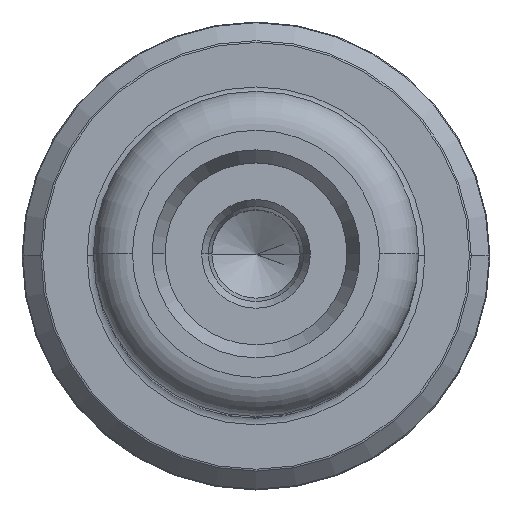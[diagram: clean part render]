
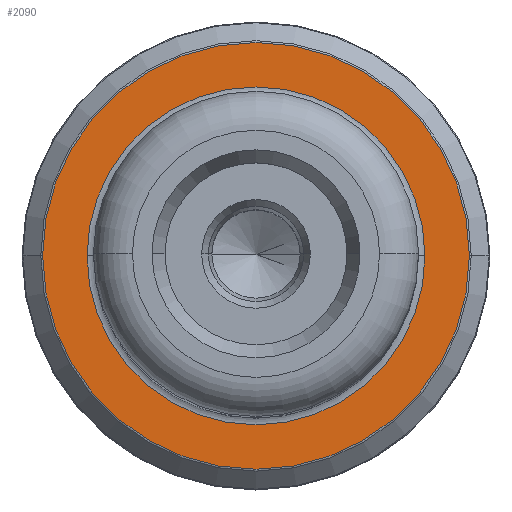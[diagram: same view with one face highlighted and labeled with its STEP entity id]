
A CAD part, top view. The second image highlights one B-rep face of the part: STEP entity #2090.
In plain terms, the highlighted planar face has unit normal (0, 0, 1).
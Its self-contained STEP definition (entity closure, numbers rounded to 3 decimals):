
#15 = EDGE_CURVE ( 'NONE', #2157, #1093, #1428, .T. ) ;
#46 = FACE_BOUND ( 'NONE', #1597, .T. ) ;
#177 = VERTEX_POINT ( 'NONE', #2372 ) ;
#221 = ORIENTED_EDGE ( 'NONE', *, *, #15, .T. ) ;
#240 = CARTESIAN_POINT ( 'NONE',  ( 0., 0., 26. ) ) ;
#339 = DIRECTION ( 'NONE',  ( 1., 0., 0. ) ) ;
#397 = CARTESIAN_POINT ( 'NONE',  ( -13., 0., 26. ) ) ;
#466 = CARTESIAN_POINT ( 'NONE',  ( 13., 0., 26. ) ) ;
#515 = EDGE_CURVE ( 'NONE', #177, #3408, #2582, .T. ) ;
#740 = AXIS2_PLACEMENT_3D ( 'NONE', #2517, #2784, #1119 ) ;
#744 = AXIS2_PLACEMENT_3D ( 'NONE', #1352, #861, #1978 ) ;
#861 = DIRECTION ( 'NONE',  ( 0., 0., 1. ) ) ;
#887 = PLANE ( 'NONE',  #2018 ) ;
#981 = CARTESIAN_POINT ( 'NONE',  ( 16.417, 0., 26. ) ) ;
#1093 = VERTEX_POINT ( 'NONE', #397 ) ;
#1099 = AXIS2_PLACEMENT_3D ( 'NONE', #1847, #2655, #2417 ) ;
#1119 = DIRECTION ( 'NONE',  ( -1., 0., 0. ) ) ;
#1159 = CARTESIAN_POINT ( 'NONE',  ( 0., 0., 26. ) ) ;
#1317 = CIRCLE ( 'NONE', #744, 16.417 ) ;
#1352 = CARTESIAN_POINT ( 'NONE',  ( 0., 0., 26. ) ) ;
#1428 = CIRCLE ( 'NONE', #2022, 13. ) ;
#1521 = ORIENTED_EDGE ( 'NONE', *, *, #2430, .T. ) ;
#1597 = EDGE_LOOP ( 'NONE', ( #2440, #221 ) ) ;
#1695 = DIRECTION ( 'NONE',  ( 0., 0., 1. ) ) ;
#1707 = EDGE_CURVE ( 'NONE', #1093, #2157, #1855, .T. ) ;
#1847 = CARTESIAN_POINT ( 'NONE',  ( 0., 0., 26. ) ) ;
#1855 = CIRCLE ( 'NONE', #740, 13. ) ;
#1978 = DIRECTION ( 'NONE',  ( 1., 0., 0. ) ) ;
#2018 = AXIS2_PLACEMENT_3D ( 'NONE', #1159, #1695, #339 ) ;
#2022 = AXIS2_PLACEMENT_3D ( 'NONE', #240, #3335, #3374 ) ;
#2065 = EDGE_LOOP ( 'NONE', ( #1521, #3503 ) ) ;
#2090 = ADVANCED_FACE ( 'NONE', ( #46, #2285 ), #887, .T. ) ;
#2157 = VERTEX_POINT ( 'NONE', #466 ) ;
#2285 = FACE_OUTER_BOUND ( 'NONE', #2065, .T. ) ;
#2372 = CARTESIAN_POINT ( 'NONE',  ( -16.417, 0., 26. ) ) ;
#2417 = DIRECTION ( 'NONE',  ( 1., 0., 0. ) ) ;
#2430 = EDGE_CURVE ( 'NONE', #3408, #177, #1317, .T. ) ;
#2440 = ORIENTED_EDGE ( 'NONE', *, *, #1707, .T. ) ;
#2517 = CARTESIAN_POINT ( 'NONE',  ( 0., 0., 26. ) ) ;
#2582 = CIRCLE ( 'NONE', #1099, 16.417 ) ;
#2655 = DIRECTION ( 'NONE',  ( 0., 0., 1. ) ) ;
#2784 = DIRECTION ( 'NONE',  ( 0., 0., -1. ) ) ;
#3335 = DIRECTION ( 'NONE',  ( 0., 0., -1. ) ) ;
#3374 = DIRECTION ( 'NONE',  ( -1., 0., 0. ) ) ;
#3408 = VERTEX_POINT ( 'NONE', #981 ) ;
#3503 = ORIENTED_EDGE ( 'NONE', *, *, #515, .T. ) ;
